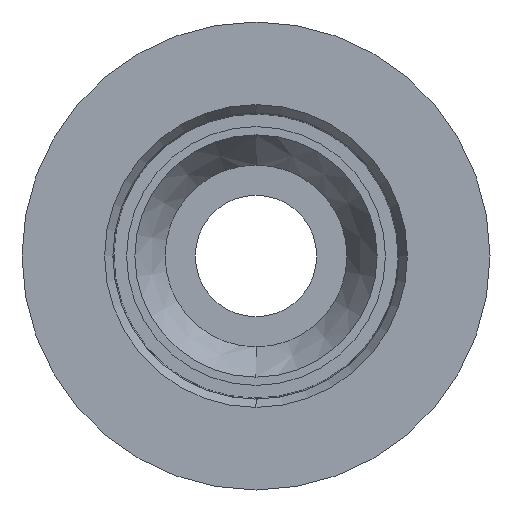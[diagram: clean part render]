
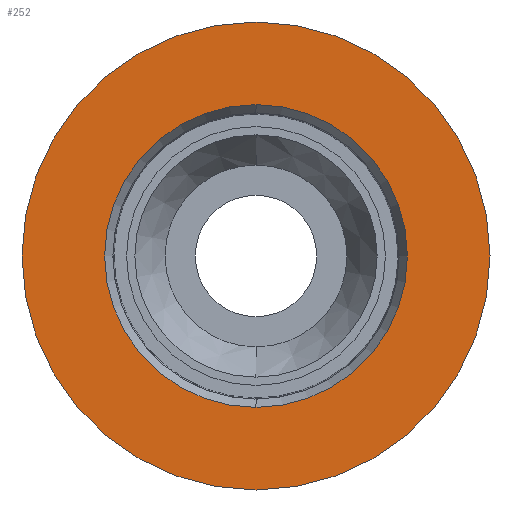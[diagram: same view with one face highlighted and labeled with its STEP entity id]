
A CAD part, left-side view. The second image highlights one B-rep face of the part: STEP entity #252.
In plain terms, the highlighted planar face has unit normal (-1, 0, 0).
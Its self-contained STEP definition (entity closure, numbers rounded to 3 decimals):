
#40 = DIRECTION ( 'NONE',  ( 1., 0., 0. ) ) ;
#69 = ORIENTED_EDGE ( 'NONE', *, *, #547, .T. ) ;
#74 = VERTEX_POINT ( 'NONE', #487 ) ;
#134 = CARTESIAN_POINT ( 'NONE',  ( 0., 0., 42.5 ) ) ;
#155 = CARTESIAN_POINT ( 'NONE',  ( 0., 0., 0. ) ) ;
#209 = DIRECTION ( 'NONE',  ( 0., 0., -1. ) ) ;
#213 = ORIENTED_EDGE ( 'NONE', *, *, #1297, .F. ) ;
#251 = AXIS2_PLACEMENT_3D ( 'NONE', #155, #524, #863 ) ;
#252 = ADVANCED_FACE ( 'NONE', ( #1503, #1147 ), #1157, .T. ) ;
#271 = ORIENTED_EDGE ( 'NONE', *, *, #1454, .T. ) ;
#280 = DIRECTION ( 'NONE',  ( 0., 0., -1. ) ) ;
#290 = EDGE_LOOP ( 'NONE', ( #69, #271 ) ) ;
#316 = CARTESIAN_POINT ( 'NONE',  ( 0., 0., 0. ) ) ;
#352 = AXIS2_PLACEMENT_3D ( 'NONE', #442, #792, #1286 ) ;
#367 = CIRCLE ( 'NONE', #1430, 27.5 ) ;
#414 = CIRCLE ( 'NONE', #815, 42.5 ) ;
#442 = CARTESIAN_POINT ( 'NONE',  ( 0., 27.5, 0. ) ) ;
#467 = EDGE_LOOP ( 'NONE', ( #1276, #213 ) ) ;
#487 = CARTESIAN_POINT ( 'NONE',  ( 0., 0., 27.5 ) ) ;
#524 = DIRECTION ( 'NONE',  ( 1., 0., 0. ) ) ;
#547 = EDGE_CURVE ( 'NONE', #74, #1288, #660, .T. ) ;
#660 = CIRCLE ( 'NONE', #866, 27.5 ) ;
#691 = EDGE_CURVE ( 'NONE', #1019, #1548, #1354, .T. ) ;
#760 = CARTESIAN_POINT ( 'NONE',  ( 0., 0., -27.5 ) ) ;
#792 = DIRECTION ( 'NONE',  ( -1., 0., 0. ) ) ;
#815 = AXIS2_PLACEMENT_3D ( 'NONE', #1005, #40, #280 ) ;
#863 = DIRECTION ( 'NONE',  ( 0., 0., -1. ) ) ;
#866 = AXIS2_PLACEMENT_3D ( 'NONE', #316, #1303, #946 ) ;
#946 = DIRECTION ( 'NONE',  ( 0., 0., -1. ) ) ;
#1005 = CARTESIAN_POINT ( 'NONE',  ( 0., 0., 0. ) ) ;
#1019 = VERTEX_POINT ( 'NONE', #1198 ) ;
#1028 = DIRECTION ( 'NONE',  ( 1., 0., 0. ) ) ;
#1147 = FACE_OUTER_BOUND ( 'NONE', #467, .T. ) ;
#1157 = PLANE ( 'NONE',  #352 ) ;
#1198 = CARTESIAN_POINT ( 'NONE',  ( 0., 0., -42.5 ) ) ;
#1276 = ORIENTED_EDGE ( 'NONE', *, *, #691, .F. ) ;
#1286 = DIRECTION ( 'NONE',  ( 0., 0., 1. ) ) ;
#1288 = VERTEX_POINT ( 'NONE', #760 ) ;
#1297 = EDGE_CURVE ( 'NONE', #1548, #1019, #414, .T. ) ;
#1303 = DIRECTION ( 'NONE',  ( 1., 0., 0. ) ) ;
#1354 = CIRCLE ( 'NONE', #251, 42.5 ) ;
#1389 = CARTESIAN_POINT ( 'NONE',  ( 0., 0., 0. ) ) ;
#1430 = AXIS2_PLACEMENT_3D ( 'NONE', #1389, #1028, #209 ) ;
#1454 = EDGE_CURVE ( 'NONE', #1288, #74, #367, .T. ) ;
#1503 = FACE_BOUND ( 'NONE', #290, .T. ) ;
#1548 = VERTEX_POINT ( 'NONE', #134 ) ;
